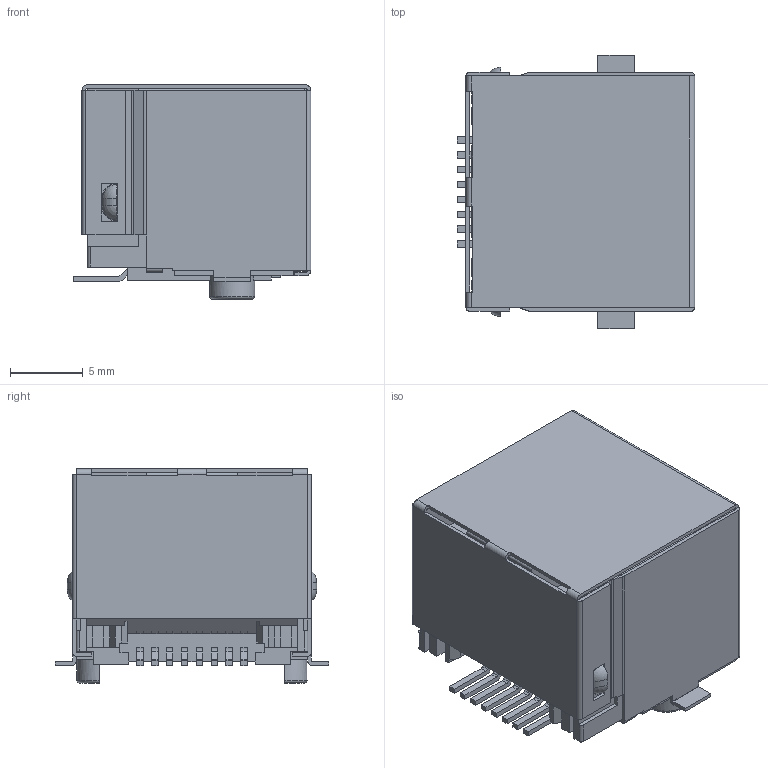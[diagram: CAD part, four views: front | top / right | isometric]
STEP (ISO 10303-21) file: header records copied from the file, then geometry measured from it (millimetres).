
FILE_DESCRIPTION(/* description */ ('Unknown'),/* implementation_level */ '2;1');
FILE_NAME(/* name */ 'J_Wurth_WR-MJ_634008149821',/* time_stamp */ '2025-06-23T16:57:07+08:00',/* author */ ('Unknown'),/* organization */ ('Unknown'),/* preprocessor_version */ 'ST-DEVELOPER v19.4',/* originating_system */ 'Solid Edge',/* authorisation */ 'Unknown');
FILE_SCHEMA (('AUTOMOTIVE_DESIGN {1 0 10303 214 3 1 1}'));
Length unit declared in the file: millimetre
Products named in the file (2): J_Wurth_WR-MJ_634008149821
Assembly tree (1 placements, depth 2):
  J_Wurth_WR-MJ_634008149821
    J_Wurth_WR-MJ_634008149821
Bounding box: 16.3 x 18.8 x 14.7 mm (x, y, z)
Volume: 1521 mm3; surface area: 3417.3 mm2
Topology: 1 solids, 9 shells, 785 faces, 2243 edges, 1412 vertices
Faces by surface type: plane 635, cylinder 130, torus 10, sphere 10
Entity records: 30710 total; most frequent: ORIENTED_EDGE 4466, CARTESIAN_POINT 4444, DIRECTION 4139, EDGE_CURVE 2233, LINE 1893, VECTOR 1893, VERTEX_POINT 1412, AXIS2_PLACEMENT_3D 1123
